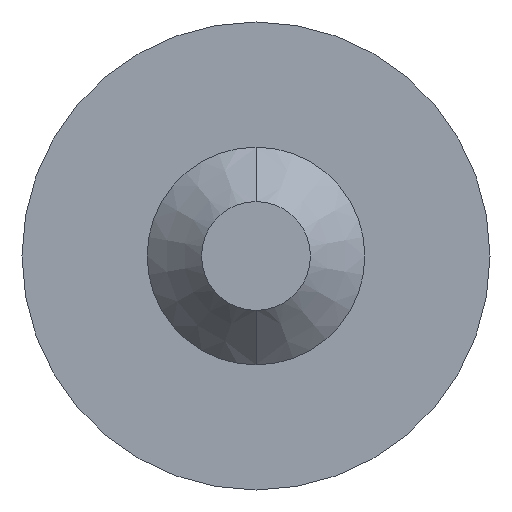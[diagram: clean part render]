
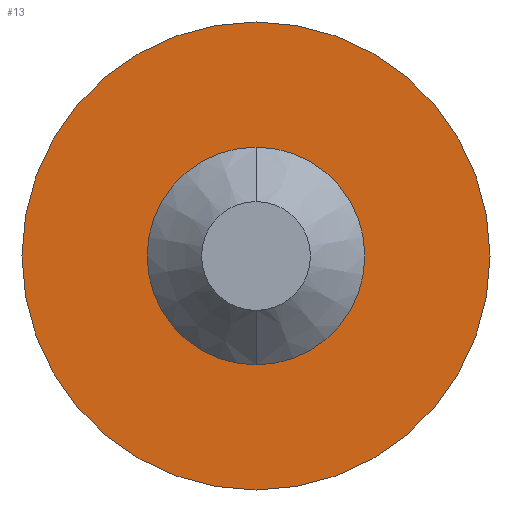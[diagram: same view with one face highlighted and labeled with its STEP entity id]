
A CAD part, front view. The second image highlights one B-rep face of the part: STEP entity #13.
In plain terms, the highlighted planar face has unit normal (0, -1, 0).
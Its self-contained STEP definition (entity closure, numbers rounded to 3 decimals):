
#1 = ORIENTED_EDGE ( 'NONE', *, *, #79, .T. ) ;
#10 = DIRECTION ( 'NONE',  ( 0., 0., -1. ) ) ;
#13 = ADVANCED_FACE ( 'Defeature ausgef�hrt1_5', ( #188, #254 ), #189, .T. ) ;
#30 = CARTESIAN_POINT ( 'NONE',  ( 0., 0., 0. ) ) ;
#47 = CARTESIAN_POINT ( 'NONE',  ( 0., 0., 1. ) ) ;
#60 = DIRECTION ( 'NONE',  ( 0., 0., -1. ) ) ;
#70 = CARTESIAN_POINT ( 'NONE',  ( 0., 0., 2.15 ) ) ;
#76 = CARTESIAN_POINT ( 'NONE',  ( 0., 0., 0. ) ) ;
#79 = EDGE_CURVE ( 'Defeature ausgef�hrt1_5+Defeature ausgef�hrt1_3+Defeature ausgef�hrt1_3+Defeature ausgef�hrt1_3', #303, #302, #342, .T. ) ;
#91 = VERTEX_POINT ( 'NONE', #348 ) ;
#94 = DIRECTION ( 'NONE',  ( 0., -1., 0. ) ) ;
#107 = CARTESIAN_POINT ( 'NONE',  ( 0., 0., -2.15 ) ) ;
#124 = EDGE_CURVE ( 'Defeature ausgef�hrt1_5+Defeature ausgef�hrt1_0+Defeature ausgef�hrt1_0+Defeature ausgef�hrt1_0', #91, #299, #244, .T. ) ;
#149 = AXIS2_PLACEMENT_3D ( 'NONE', #291, #94, #10 ) ;
#165 = ORIENTED_EDGE ( 'NONE', *, *, #167, .T. ) ;
#167 = EDGE_CURVE ( 'Defeature ausgef�hrt1_5+Defeature ausgef�hrt1_0+Defeature ausgef�hrt1_0+Defeature ausgef�hrt1_0', #299, #91, #327, .T. ) ;
#168 = AXIS2_PLACEMENT_3D ( 'NONE', #30, #386, #60 ) ;
#171 = DIRECTION ( 'NONE',  ( 0., 1., 0. ) ) ;
#178 = ORIENTED_EDGE ( 'NONE', *, *, #124, .T. ) ;
#188 = FACE_BOUND ( 'NONE', #365, .T. ) ;
#189 = PLANE ( 'NONE',  #168 ) ;
#194 = DIRECTION ( 'NONE',  ( 0., 1., 0. ) ) ;
#200 = DIRECTION ( 'NONE',  ( 0., 0., 1. ) ) ;
#203 = DIRECTION ( 'NONE',  ( 0., 0., -1. ) ) ;
#211 = AXIS2_PLACEMENT_3D ( 'NONE', #388, #194, #285 ) ;
#228 = DIRECTION ( 'NONE',  ( 0., -1., 0. ) ) ;
#238 = AXIS2_PLACEMENT_3D ( 'NONE', #385, #171, #200 ) ;
#239 = ORIENTED_EDGE ( 'NONE', *, *, #282, .T. ) ;
#241 = EDGE_LOOP ( 'NONE', ( #1, #239 ) ) ;
#244 = CIRCLE ( 'NONE', #211, 1. ) ;
#254 = FACE_OUTER_BOUND ( 'NONE', #241, .T. ) ;
#282 = EDGE_CURVE ( 'Defeature ausgef�hrt1_5+Defeature ausgef�hrt1_3+Defeature ausgef�hrt1_3+Defeature ausgef�hrt1_3', #302, #303, #317, .T. ) ;
#285 = DIRECTION ( 'NONE',  ( 0., 0., 1. ) ) ;
#291 = CARTESIAN_POINT ( 'NONE',  ( 0., 0., 0. ) ) ;
#298 = AXIS2_PLACEMENT_3D ( 'NONE', #76, #228, #203 ) ;
#299 = VERTEX_POINT ( 'NONE', #47 ) ;
#302 = VERTEX_POINT ( 'NONE', #70 ) ;
#303 = VERTEX_POINT ( 'NONE', #107 ) ;
#317 = CIRCLE ( 'NONE', #298, 2.15 ) ;
#327 = CIRCLE ( 'NONE', #238, 1. ) ;
#342 = CIRCLE ( 'NONE', #149, 2.15 ) ;
#348 = CARTESIAN_POINT ( 'NONE',  ( 0., 0., -1. ) ) ;
#365 = EDGE_LOOP ( 'NONE', ( #165, #178 ) ) ;
#385 = CARTESIAN_POINT ( 'NONE',  ( 0., 0., 0. ) ) ;
#386 = DIRECTION ( 'NONE',  ( 0., -1., 0. ) ) ;
#388 = CARTESIAN_POINT ( 'NONE',  ( 0., 0., 0. ) ) ;
